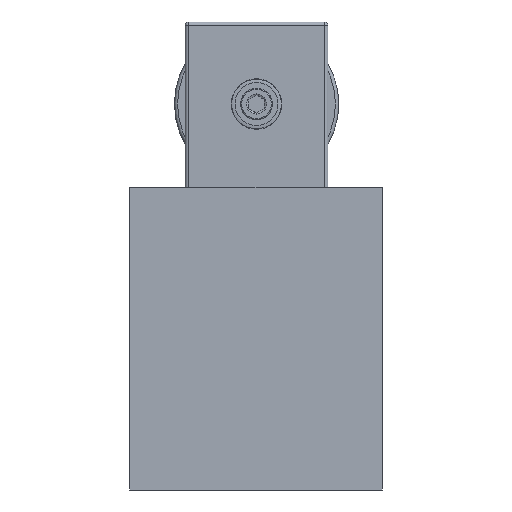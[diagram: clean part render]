
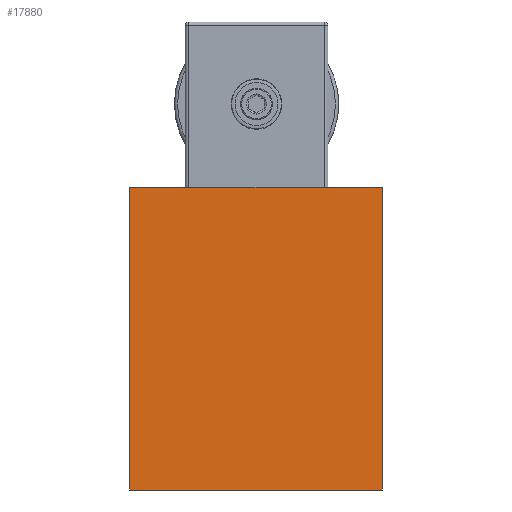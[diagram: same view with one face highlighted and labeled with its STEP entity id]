
A CAD part, front view. The second image highlights one B-rep face of the part: STEP entity #17880.
In plain terms, the highlighted planar face has unit normal (0, -1, 0).
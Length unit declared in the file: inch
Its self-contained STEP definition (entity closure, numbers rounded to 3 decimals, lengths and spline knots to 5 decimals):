
#1280=PLANE('',#19787);
#2332=FACE_OUTER_BOUND('',#3595,.T.);
#3595=EDGE_LOOP('',(#16677,#16678,#16679,#16680));
#5264=LINE('',#30406,#6965);
#5296=LINE('',#30469,#6997);
#5297=LINE('',#30471,#6998);
#5298=LINE('',#30472,#6999);
#6965=VECTOR('',#25030,0.3937);
#6997=VECTOR('',#25082,0.3937);
#6998=VECTOR('',#25085,0.3937);
#6999=VECTOR('',#25086,0.3937);
#9314=VERTEX_POINT('',#30403);
#9315=VERTEX_POINT('',#30405);
#9335=VERTEX_POINT('',#30465);
#9336=VERTEX_POINT('',#30467);
#11758=EDGE_CURVE('',#9314,#9315,#5264,.T.);
#11790=EDGE_CURVE('',#9335,#9336,#5296,.T.);
#11791=EDGE_CURVE('',#9314,#9335,#5297,.T.);
#11792=EDGE_CURVE('',#9315,#9336,#5298,.T.);
#16677=ORIENTED_EDGE('',*,*,#11791,.T.);
#16678=ORIENTED_EDGE('',*,*,#11790,.T.);
#16679=ORIENTED_EDGE('',*,*,#11792,.F.);
#16680=ORIENTED_EDGE('',*,*,#11758,.F.);
#17880=ADVANCED_FACE('',(#2332),#1280,.T.);
#19787=AXIS2_PLACEMENT_3D('',#30470,#25083,#25084);
#25030=DIRECTION('',(0.,0.,1.));
#25082=DIRECTION('',(0.,0.,1.));
#25083=DIRECTION('center_axis',(0.,-1.,0.));
#25084=DIRECTION('ref_axis',(1.,0.,0.));
#25085=DIRECTION('',(1.,0.,0.));
#25086=DIRECTION('',(1.,0.,0.));
#30403=CARTESIAN_POINT('',(-1.25,-0.456,-2.3175));
#30405=CARTESIAN_POINT('',(-1.25,-0.456,0.6825));
#30406=CARTESIAN_POINT('',(-1.25,-0.456,-2.3175));
#30465=CARTESIAN_POINT('',(1.25,-0.456,-2.3175));
#30467=CARTESIAN_POINT('',(1.25,-0.456,0.6825));
#30469=CARTESIAN_POINT('',(1.25,-0.456,-2.3175));
#30470=CARTESIAN_POINT('Origin',(-1.25,-0.456,-2.3175));
#30471=CARTESIAN_POINT('',(-1.25,-0.456,-2.3175));
#30472=CARTESIAN_POINT('',(-1.25,-0.456,0.6825));
